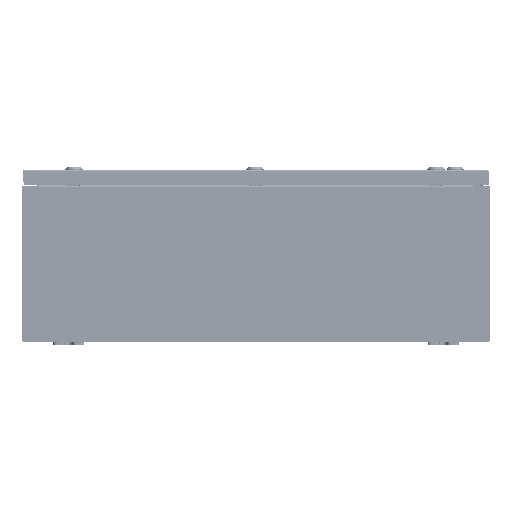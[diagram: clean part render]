
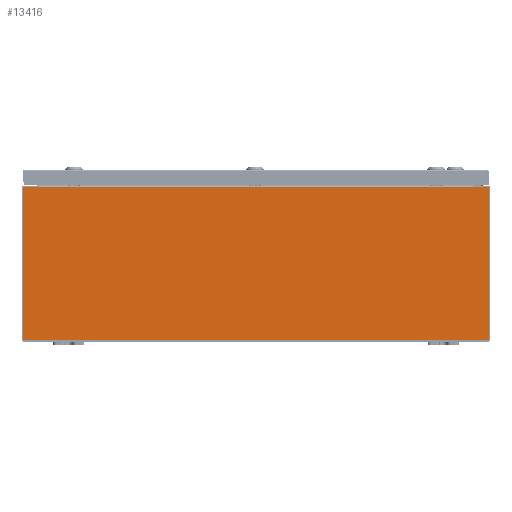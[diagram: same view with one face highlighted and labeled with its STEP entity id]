
A CAD part, front view. The second image highlights one B-rep face of the part: STEP entity #13416.
In plain terms, the highlighted face is planar.
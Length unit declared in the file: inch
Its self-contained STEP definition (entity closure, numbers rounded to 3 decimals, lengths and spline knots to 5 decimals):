
#679 = CARTESIAN_POINT ( 'NONE',  ( -13.90588, 0., 4.87495 ) ) ;
#1340 = DIRECTION ( 'NONE',  ( 0., 0., 1. ) ) ;
#1980 = CARTESIAN_POINT ( 'NONE',  ( -14.9253, 0., 4.9253 ) ) ;
#2319 = EDGE_CURVE ( 'NONE', #36211, #44435, #17137, .T. ) ;
#2905 = VERTEX_POINT ( 'NONE', #34601 ) ;
#3396 = DIRECTION ( 'NONE',  ( 0., 0., -1. ) ) ;
#3529 = AXIS2_PLACEMENT_3D ( 'NONE', #9039, #44699, #14135 ) ;
#5145 = AXIS2_PLACEMENT_3D ( 'NONE', #679, #36220, #5752 ) ;
#5455 = LINE ( 'NONE', #54198, #58080 ) ;
#5752 = DIRECTION ( 'NONE',  ( 0., 0., -1. ) ) ;
#6247 = VECTOR ( 'NONE', #12358, 39.37008 ) ;
#6290 = DIRECTION ( 'NONE',  ( 1., 0., 0. ) ) ;
#8334 = EDGE_CURVE ( 'NONE', #24097, #39761, #21634, .T. ) ;
#8803 = VERTEX_POINT ( 'NONE', #62678 ) ;
#9039 = CARTESIAN_POINT ( 'NONE',  ( 13.90588, 0., 4.87495 ) ) ;
#9657 = EDGE_CURVE ( 'NONE', #24779, #46973, #63013, .T. ) ;
#10438 = VECTOR ( 'NONE', #52778, 39.37008 ) ;
#10690 = CARTESIAN_POINT ( 'NONE',  ( -13.8872, 0., 4.9123 ) ) ;
#11342 = CARTESIAN_POINT ( 'NONE',  ( -13.92455, 0., 0. ) ) ;
#11620 = CARTESIAN_POINT ( 'NONE',  ( -14.9253, 0., 4.9253 ) ) ;
#12358 = DIRECTION ( 'NONE',  ( 0., 0., 1. ) ) ;
#12363 = EDGE_CURVE ( 'NONE', #39761, #14512, #5455, .T. ) ;
#13145 = ORIENTED_EDGE ( 'NONE', *, *, #9657, .T. ) ;
#13236 = CIRCLE ( 'NONE', #5145, 0.01867 ) ;
#13416 = ADVANCED_FACE ( 'NONE', ( #42868 ), #60867, .F. ) ;
#13557 = CARTESIAN_POINT ( 'NONE',  ( -14.9253, 0., 4.9253 ) ) ;
#14135 = DIRECTION ( 'NONE',  ( 0., 0., -1. ) ) ;
#14512 = VERTEX_POINT ( 'NONE', #31879 ) ;
#15021 = VERTEX_POINT ( 'NONE', #31374 ) ;
#15166 = CARTESIAN_POINT ( 'NONE',  ( 0., 0., 0. ) ) ;
#15400 = LINE ( 'NONE', #51793, #56094 ) ;
#15798 = DIRECTION ( 'NONE',  ( 1., 0., 0. ) ) ;
#16823 = CIRCLE ( 'NONE', #3529, 0.01867 ) ;
#16997 = VECTOR ( 'NONE', #15798, 39.37008 ) ;
#17137 = LINE ( 'NONE', #36755, #29116 ) ;
#17341 = CARTESIAN_POINT ( 'NONE',  ( -13.8872, 0., 4.9123 ) ) ;
#17622 = EDGE_CURVE ( 'NONE', #2905, #24779, #15400, .T. ) ;
#18544 = EDGE_CURVE ( 'NONE', #14512, #2905, #30461, .T. ) ;
#19287 = CARTESIAN_POINT ( 'NONE',  ( 13.8872, 0., 4.87495 ) ) ;
#19426 = EDGE_LOOP ( 'NONE', ( #30041, #33999, #65138, #28988, #58341, #34439, #46008, #34536, #59255, #64784, #42757, #13145 ) ) ;
#19536 = EDGE_CURVE ( 'NONE', #8803, #20986, #16823, .T. ) ;
#20050 = VECTOR ( 'NONE', #6290, 39.37008 ) ;
#20249 = DIRECTION ( 'NONE',  ( 0., 0., -1. ) ) ;
#20986 = VERTEX_POINT ( 'NONE', #19287 ) ;
#21634 = LINE ( 'NONE', #11620, #20050 ) ;
#22940 = VECTOR ( 'NONE', #38944, 39.37008 ) ;
#23152 = EDGE_CURVE ( 'NONE', #24097, #8803, #63640, .T. ) ;
#24097 = VERTEX_POINT ( 'NONE', #36799 ) ;
#24779 = VERTEX_POINT ( 'NONE', #13557 ) ;
#26047 = CARTESIAN_POINT ( 'NONE',  ( 14.9253, 0., 4.9253 ) ) ;
#27364 = VECTOR ( 'NONE', #1340, 39.37008 ) ;
#28847 = CARTESIAN_POINT ( 'NONE',  ( -13.92455, 0., 4.9253 ) ) ;
#28988 = ORIENTED_EDGE ( 'NONE', *, *, #39735, .T. ) ;
#29116 = VECTOR ( 'NONE', #50665, 39.37008 ) ;
#30041 = ORIENTED_EDGE ( 'NONE', *, *, #39848, .F. ) ;
#30461 = LINE ( 'NONE', #53253, #56032 ) ;
#30566 = LINE ( 'NONE', #10690, #16997 ) ;
#31374 = CARTESIAN_POINT ( 'NONE',  ( -13.92455, 0., 4.87495 ) ) ;
#31879 = CARTESIAN_POINT ( 'NONE',  ( 14.9253, 0., -4.9253 ) ) ;
#33999 = ORIENTED_EDGE ( 'NONE', *, *, #36663, .F. ) ;
#34439 = ORIENTED_EDGE ( 'NONE', *, *, #19536, .F. ) ;
#34536 = ORIENTED_EDGE ( 'NONE', *, *, #8334, .T. ) ;
#34601 = CARTESIAN_POINT ( 'NONE',  ( -14.9253, 0., -4.9253 ) ) ;
#36211 = VERTEX_POINT ( 'NONE', #17341 ) ;
#36220 = DIRECTION ( 'NONE',  ( 0., 1., 0. ) ) ;
#36663 = EDGE_CURVE ( 'NONE', #44435, #15021, #13236, .T. ) ;
#36755 = CARTESIAN_POINT ( 'NONE',  ( -13.8872, 0., 0. ) ) ;
#36799 = CARTESIAN_POINT ( 'NONE',  ( 13.92455, 0., 4.9253 ) ) ;
#37944 = CARTESIAN_POINT ( 'NONE',  ( 13.8872, 0., 4.9123 ) ) ;
#38944 = DIRECTION ( 'NONE',  ( 0., 0., -1. ) ) ;
#39735 = EDGE_CURVE ( 'NONE', #36211, #65219, #30566, .T. ) ;
#39761 = VERTEX_POINT ( 'NONE', #26047 ) ;
#39848 = EDGE_CURVE ( 'NONE', #15021, #46973, #54521, .T. ) ;
#42757 = ORIENTED_EDGE ( 'NONE', *, *, #17622, .T. ) ;
#42868 = FACE_OUTER_BOUND ( 'NONE', #19426, .T. ) ;
#44435 = VERTEX_POINT ( 'NONE', #60099 ) ;
#44699 = DIRECTION ( 'NONE',  ( 0., 1., 0. ) ) ;
#46008 = ORIENTED_EDGE ( 'NONE', *, *, #23152, .F. ) ;
#46973 = VERTEX_POINT ( 'NONE', #28847 ) ;
#48065 = CARTESIAN_POINT ( 'NONE',  ( 13.8872, 0., 0. ) ) ;
#48517 = LINE ( 'NONE', #48065, #6247 ) ;
#50665 = DIRECTION ( 'NONE',  ( 0., 0., -1. ) ) ;
#50841 = DIRECTION ( 'NONE',  ( 0., -1., 0. ) ) ;
#51793 = CARTESIAN_POINT ( 'NONE',  ( -14.9253, 0., 4.9253 ) ) ;
#52778 = DIRECTION ( 'NONE',  ( 1., 0., 0. ) ) ;
#53253 = CARTESIAN_POINT ( 'NONE',  ( -14.9253, 0., -4.9253 ) ) ;
#53661 = AXIS2_PLACEMENT_3D ( 'NONE', #15166, #50841, #20249 ) ;
#54198 = CARTESIAN_POINT ( 'NONE',  ( 14.9253, 0., 4.9253 ) ) ;
#54521 = LINE ( 'NONE', #11342, #27364 ) ;
#56032 = VECTOR ( 'NONE', #63449, 39.37008 ) ;
#56094 = VECTOR ( 'NONE', #56912, 39.37008 ) ;
#56912 = DIRECTION ( 'NONE',  ( 0., 0., 1. ) ) ;
#58080 = VECTOR ( 'NONE', #3396, 39.37008 ) ;
#58341 = ORIENTED_EDGE ( 'NONE', *, *, #62239, .F. ) ;
#59255 = ORIENTED_EDGE ( 'NONE', *, *, #12363, .T. ) ;
#60099 = CARTESIAN_POINT ( 'NONE',  ( -13.8872, 0., 4.87495 ) ) ;
#60867 = PLANE ( 'NONE',  #53661 ) ;
#62239 = EDGE_CURVE ( 'NONE', #20986, #65219, #48517, .T. ) ;
#62678 = CARTESIAN_POINT ( 'NONE',  ( 13.92455, 0., 4.87495 ) ) ;
#63013 = LINE ( 'NONE', #1980, #10438 ) ;
#63449 = DIRECTION ( 'NONE',  ( -1., 0., 0. ) ) ;
#63640 = LINE ( 'NONE', #64312, #22940 ) ;
#64312 = CARTESIAN_POINT ( 'NONE',  ( 13.92455, 0., 0. ) ) ;
#64784 = ORIENTED_EDGE ( 'NONE', *, *, #18544, .T. ) ;
#65138 = ORIENTED_EDGE ( 'NONE', *, *, #2319, .F. ) ;
#65219 = VERTEX_POINT ( 'NONE', #37944 ) ;
